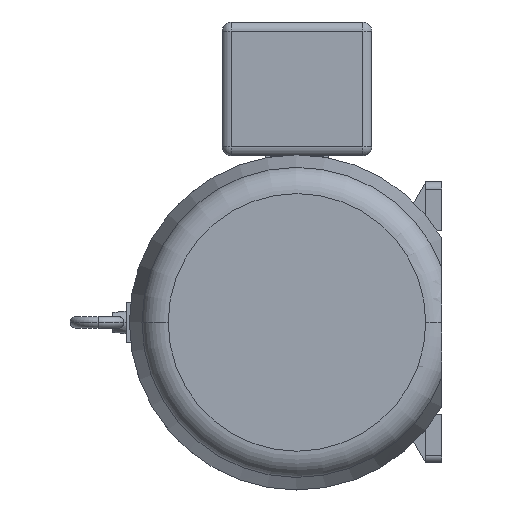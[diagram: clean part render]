
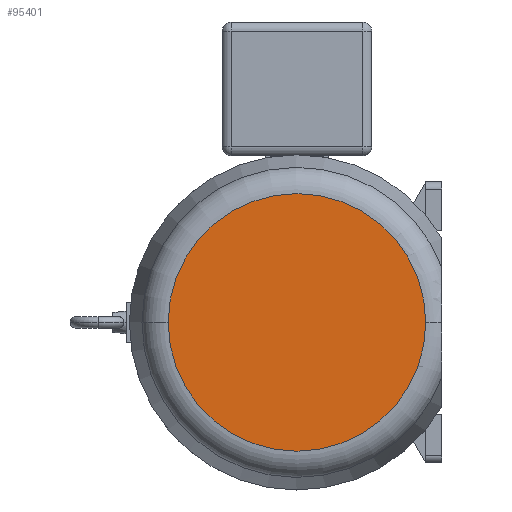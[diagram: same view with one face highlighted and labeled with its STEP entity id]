
A CAD part, left-side view. The second image highlights one B-rep face of the part: STEP entity #95401.
In plain terms, the highlighted planar face has unit normal (-1, 0, 0).
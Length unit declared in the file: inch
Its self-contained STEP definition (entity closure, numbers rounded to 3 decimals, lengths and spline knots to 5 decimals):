
#3238 = DIRECTION ( 'NONE',  ( 0., -1., 0. ) ) ;
#3947 = ORIENTED_EDGE ( 'NONE', *, *, #128406, .F. ) ;
#18095 = CARTESIAN_POINT ( 'NONE',  ( -40.678, 7.1076, 0. ) ) ;
#19424 = AXIS2_PLACEMENT_3D ( 'NONE', #78763, #65638, #3238 ) ;
#24830 = CARTESIAN_POINT ( 'NONE',  ( -40.678, 7.1076, 0. ) ) ;
#47661 = ORIENTED_EDGE ( 'NONE', *, *, #109399, .F. ) ;
#48771 = CARTESIAN_POINT ( 'NONE',  ( -40.678, -7.1076, 0. ) ) ;
#55509 = CARTESIAN_POINT ( 'NONE',  ( -40.678, 0., 0. ) ) ;
#65638 = DIRECTION ( 'NONE',  ( 1., 0., 0. ) ) ;
#69360 = EDGE_LOOP ( 'NONE', ( #47661, #3947 ) ) ;
#75331 = VERTEX_POINT ( 'NONE', #24830 ) ;
#78763 = CARTESIAN_POINT ( 'NONE',  ( -40.678, 0., 0. ) ) ;
#79128 = DIRECTION ( 'NONE',  ( 0., -1., 0. ) ) ;
#95401 = ADVANCED_FACE ( 'NONE', ( #115070 ), #153486, .F. ) ;
#96265 = CIRCLE ( 'NONE', #19424, 7.1076 ) ;
#98967 = DIRECTION ( 'NONE',  ( 0., -1., 0. ) ) ;
#109399 = EDGE_CURVE ( 'NONE', #152435, #75331, #96265, .T. ) ;
#115070 = FACE_OUTER_BOUND ( 'NONE', #69360, .T. ) ;
#117165 = AXIS2_PLACEMENT_3D ( 'NONE', #55509, #174632, #98967 ) ;
#128406 = EDGE_CURVE ( 'NONE', #75331, #152435, #158440, .T. ) ;
#141452 = AXIS2_PLACEMENT_3D ( 'NONE', #18095, #184411, #79128 ) ;
#152435 = VERTEX_POINT ( 'NONE', #48771 ) ;
#153486 = PLANE ( 'NONE',  #141452 ) ;
#158440 = CIRCLE ( 'NONE', #117165, 7.1076 ) ;
#174632 = DIRECTION ( 'NONE',  ( 1., 0., 0. ) ) ;
#184411 = DIRECTION ( 'NONE',  ( 1., 0., 0. ) ) ;
